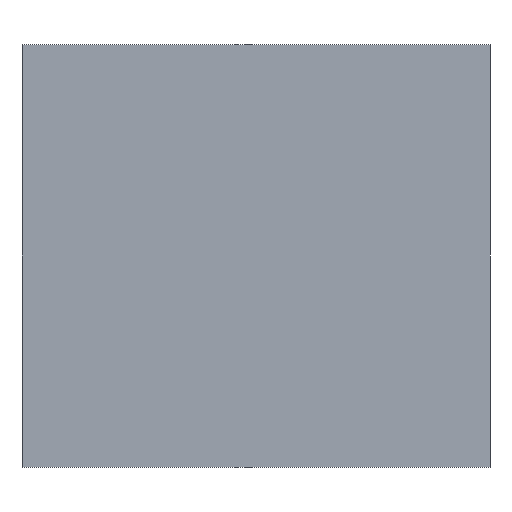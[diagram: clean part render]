
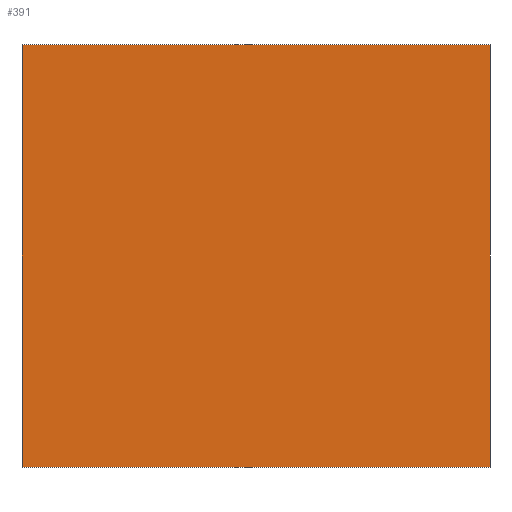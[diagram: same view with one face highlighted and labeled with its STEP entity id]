
A CAD part, front view. The second image highlights one B-rep face of the part: STEP entity #391.
In plain terms, the highlighted planar face has unit normal (0, -1, 0).
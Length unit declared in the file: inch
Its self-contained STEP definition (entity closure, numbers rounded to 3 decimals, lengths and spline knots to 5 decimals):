
#18=PLANE('',#440);
#39=FACE_OUTER_BOUND('',#60,.T.);
#60=EDGE_LOOP('',(#301,#302,#303,#304));
#107=LINE('',#641,#149);
#108=LINE('',#643,#150);
#109=LINE('',#645,#151);
#110=LINE('',#646,#152);
#149=VECTOR('',#518,0.3937);
#150=VECTOR('',#519,0.3937);
#151=VECTOR('',#520,0.3937);
#152=VECTOR('',#521,0.3937);
#203=VERTEX_POINT('',#639);
#204=VERTEX_POINT('',#640);
#205=VERTEX_POINT('',#642);
#206=VERTEX_POINT('',#644);
#243=EDGE_CURVE('',#203,#204,#107,.T.);
#244=EDGE_CURVE('',#205,#203,#108,.T.);
#245=EDGE_CURVE('',#206,#205,#109,.T.);
#246=EDGE_CURVE('',#204,#206,#110,.T.);
#301=ORIENTED_EDGE('',*,*,#243,.F.);
#302=ORIENTED_EDGE('',*,*,#244,.F.);
#303=ORIENTED_EDGE('',*,*,#245,.F.);
#304=ORIENTED_EDGE('',*,*,#246,.F.);
#391=ADVANCED_FACE('',(#39),#18,.F.);
#440=AXIS2_PLACEMENT_3D('',#638,#516,#517);
#516=DIRECTION('center_axis',(0.,1.,0.));
#517=DIRECTION('ref_axis',(0.,0.,1.));
#518=DIRECTION('',(-1.,0.,0.));
#519=DIRECTION('',(0.,0.,-1.));
#520=DIRECTION('',(1.,0.,0.));
#521=DIRECTION('',(0.,0.,1.));
#638=CARTESIAN_POINT('Origin',(0.,-0.25591,0.88189));
#639=CARTESIAN_POINT('',(0.97638,-0.25591,0.));
#640=CARTESIAN_POINT('',(-0.97638,-0.25591,0.));
#641=CARTESIAN_POINT('',(0.,-0.25591,0.));
#642=CARTESIAN_POINT('',(0.97638,-0.25591,1.76378));
#643=CARTESIAN_POINT('',(0.97638,-0.25591,0.88189));
#644=CARTESIAN_POINT('',(-0.97638,-0.25591,1.76378));
#645=CARTESIAN_POINT('',(0.,-0.25591,1.76378));
#646=CARTESIAN_POINT('',(-0.97638,-0.25591,0.88189));
